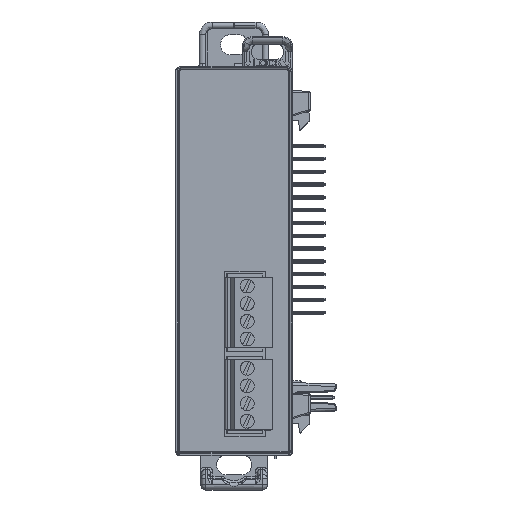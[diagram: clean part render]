
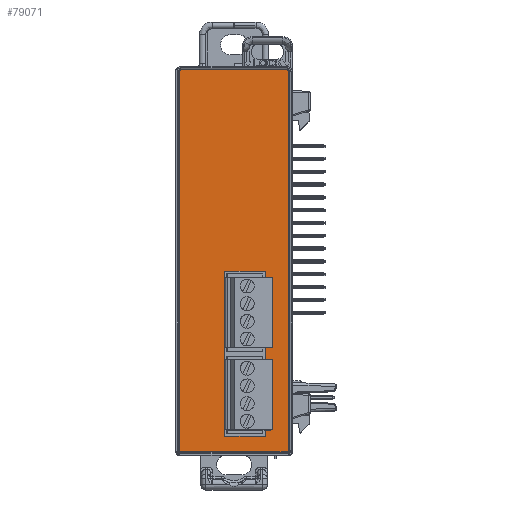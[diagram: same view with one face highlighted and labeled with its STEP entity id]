
A CAD part, top view. The second image highlights one B-rep face of the part: STEP entity #79071.
In plain terms, the highlighted planar face has unit normal (0, 0, 1).
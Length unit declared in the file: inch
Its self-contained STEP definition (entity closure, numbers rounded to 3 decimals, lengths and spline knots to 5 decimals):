
#1180 = ORIENTED_EDGE ( 'NONE', *, *, #87376, .T. ) ;
#3057 = VECTOR ( 'NONE', #81757, 39.37008 ) ;
#3781 = VERTEX_POINT ( 'NONE', #78742 ) ;
#3965 = CARTESIAN_POINT ( 'NONE',  ( -0.41339, 1.43198, 3.25394 ) ) ;
#4085 = DIRECTION ( 'NONE',  ( 0., 0., 1. ) ) ;
#4527 = VERTEX_POINT ( 'NONE', #3965 ) ;
#6721 = LINE ( 'NONE', #100029, #7771 ) ;
#6807 = EDGE_CURVE ( 'NONE', #9648, #3781, #108263, .T. ) ;
#7190 = DIRECTION ( 'NONE',  ( 0., 0., 1. ) ) ;
#7536 = EDGE_CURVE ( 'NONE', #88729, #9648, #109927, .T. ) ;
#7771 = VECTOR ( 'NONE', #25952, 39.37008 ) ;
#9648 = VERTEX_POINT ( 'NONE', #100623 ) ;
#11249 = EDGE_LOOP ( 'NONE', ( #37658, #35921, #92809, #115901 ) ) ;
#11858 = CARTESIAN_POINT ( 'NONE',  ( 0.41339, 1.43198, 3.25394 ) ) ;
#11912 = DIRECTION ( 'NONE',  ( -1., 0., 0. ) ) ;
#12412 = VECTOR ( 'NONE', #57890, 39.37008 ) ;
#14862 = VERTEX_POINT ( 'NONE', #66337 ) ;
#16083 = DIRECTION ( 'NONE',  ( 0., 1., 0. ) ) ;
#17478 = CIRCLE ( 'NONE', #38828, 0.01378 ) ;
#17514 = DIRECTION ( 'NONE',  ( 1., 0., 0. ) ) ;
#17903 = VECTOR ( 'NONE', #100890, 39.37008 ) ;
#18819 = LINE ( 'NONE', #19392, #83607 ) ;
#19392 = CARTESIAN_POINT ( 'NONE',  ( 0.24568, -2.46514, 3.25394 ) ) ;
#22094 = CARTESIAN_POINT ( 'NONE',  ( 0.41339, -1.53455, 3.25394 ) ) ;
#23094 = VECTOR ( 'NONE', #16083, 39.37008 ) ;
#23701 = DIRECTION ( 'NONE',  ( -1., 0., 0. ) ) ;
#25072 = CARTESIAN_POINT ( 'NONE',  ( 0.42717, -0.22156, 3.25394 ) ) ;
#25809 = ORIENTED_EDGE ( 'NONE', *, *, #27119, .T. ) ;
#25952 = DIRECTION ( 'NONE',  ( -1., 0., 0. ) ) ;
#27119 = EDGE_CURVE ( 'NONE', #96633, #4527, #6721, .T. ) ;
#27427 = CARTESIAN_POINT ( 'NONE',  ( -0.41339, -1.54833, 3.25394 ) ) ;
#27489 = EDGE_CURVE ( 'NONE', #3781, #55925, #70876, .T. ) ;
#28343 = CARTESIAN_POINT ( 'NONE',  ( 0.42717, 1.4182, 3.25394 ) ) ;
#28720 = EDGE_LOOP ( 'NONE', ( #72082, #91231, #79598, #25809, #1180, #69224, #86481, #114537 ) ) ;
#29036 = AXIS2_PLACEMENT_3D ( 'NONE', #71038, #88492, #62579 ) ;
#30002 = CARTESIAN_POINT ( 'NONE',  ( -0.07322, -2.46514, 3.25394 ) ) ;
#32754 = LINE ( 'NONE', #69499, #77108 ) ;
#33211 = CARTESIAN_POINT ( 'NONE',  ( -0.07322, -0.13888, 3.25394 ) ) ;
#35921 = ORIENTED_EDGE ( 'NONE', *, *, #94101, .F. ) ;
#36971 = CARTESIAN_POINT ( 'NONE',  ( 0.24568, -0.13888, 3.25394 ) ) ;
#37029 = AXIS2_PLACEMENT_3D ( 'NONE', #22094, #60020, #50987 ) ;
#37280 = EDGE_CURVE ( 'NONE', #14862, #47966, #46822, .T. ) ;
#37658 = ORIENTED_EDGE ( 'NONE', *, *, #84372, .T. ) ;
#38828 = AXIS2_PLACEMENT_3D ( 'NONE', #52957, #7190, #43918 ) ;
#40332 = VERTEX_POINT ( 'NONE', #33211 ) ;
#40814 = FACE_OUTER_BOUND ( 'NONE', #28720, .T. ) ;
#42642 = CIRCLE ( 'NONE', #106049, 0.01378 ) ;
#43918 = DIRECTION ( 'NONE',  ( 1., 0., 0. ) ) ;
#44787 = VERTEX_POINT ( 'NONE', #57846 ) ;
#46490 = DIRECTION ( 'NONE',  ( 0., -1., 0. ) ) ;
#46822 = LINE ( 'NONE', #118543, #3057 ) ;
#47966 = VERTEX_POINT ( 'NONE', #114935 ) ;
#50987 = DIRECTION ( 'NONE',  ( 1., 0., 0. ) ) ;
#52957 = CARTESIAN_POINT ( 'NONE',  ( -0.41339, 1.4182, 3.25394 ) ) ;
#55925 = VERTEX_POINT ( 'NONE', #28343 ) ;
#57846 = CARTESIAN_POINT ( 'NONE',  ( -0.42717, -1.53455, 3.25394 ) ) ;
#57890 = DIRECTION ( 'NONE',  ( 0., -1., 0. ) ) ;
#58874 = FACE_BOUND ( 'NONE', #11249, .T. ) ;
#60020 = DIRECTION ( 'NONE',  ( 0., 0., 1. ) ) ;
#62579 = DIRECTION ( 'NONE',  ( 1., 0., 0. ) ) ;
#63289 = CARTESIAN_POINT ( 'NONE',  ( -0.41339, -1.53455, 3.25394 ) ) ;
#65752 = CARTESIAN_POINT ( 'NONE',  ( -0.42717, -0.22156, 3.25394 ) ) ;
#66337 = CARTESIAN_POINT ( 'NONE',  ( -0.07322, -1.42628, 3.25394 ) ) ;
#69224 = ORIENTED_EDGE ( 'NONE', *, *, #108673, .T. ) ;
#69499 = CARTESIAN_POINT ( 'NONE',  ( -0.07322, -0.13888, 3.25394 ) ) ;
#70876 = LINE ( 'NONE', #25072, #23094 ) ;
#71038 = CARTESIAN_POINT ( 'NONE',  ( 0.41339, 1.4182, 3.25394 ) ) ;
#72082 = ORIENTED_EDGE ( 'NONE', *, *, #6807, .T. ) ;
#73095 = VERTEX_POINT ( 'NONE', #86754 ) ;
#77108 = VECTOR ( 'NONE', #23701, 39.37008 ) ;
#77153 = LINE ( 'NONE', #65752, #12412 ) ;
#78742 = CARTESIAN_POINT ( 'NONE',  ( 0.42717, -1.53455, 3.25394 ) ) ;
#79071 = ADVANCED_FACE ( 'NONE', ( #58874, #40814 ), #114284, .T. ) ;
#79598 = ORIENTED_EDGE ( 'NONE', *, *, #94653, .T. ) ;
#80963 = CIRCLE ( 'NONE', #29036, 0.01378 ) ;
#81757 = DIRECTION ( 'NONE',  ( 1., 0., 0. ) ) ;
#81840 = AXIS2_PLACEMENT_3D ( 'NONE', #113707, #4085, #11912 ) ;
#83607 = VECTOR ( 'NONE', #46490, 39.37008 ) ;
#84180 = LINE ( 'NONE', #30002, #107304 ) ;
#84372 = EDGE_CURVE ( 'NONE', #14862, #40332, #84180, .T. ) ;
#86481 = ORIENTED_EDGE ( 'NONE', *, *, #103514, .T. ) ;
#86754 = CARTESIAN_POINT ( 'NONE',  ( -0.42717, 1.4182, 3.25394 ) ) ;
#87376 = EDGE_CURVE ( 'NONE', #4527, #73095, #17478, .T. ) ;
#88492 = DIRECTION ( 'NONE',  ( 0., 0., 1. ) ) ;
#88729 = VERTEX_POINT ( 'NONE', #91939 ) ;
#89111 = VERTEX_POINT ( 'NONE', #36971 ) ;
#91231 = ORIENTED_EDGE ( 'NONE', *, *, #27489, .T. ) ;
#91939 = CARTESIAN_POINT ( 'NONE',  ( -0.41339, -1.54833, 3.25394 ) ) ;
#92809 = ORIENTED_EDGE ( 'NONE', *, *, #108610, .T. ) ;
#94101 = EDGE_CURVE ( 'NONE', #89111, #40332, #32754, .T. ) ;
#94653 = EDGE_CURVE ( 'NONE', #55925, #96633, #80963, .T. ) ;
#96633 = VERTEX_POINT ( 'NONE', #11858 ) ;
#100006 = DIRECTION ( 'NONE',  ( 0., 0., 1. ) ) ;
#100029 = CARTESIAN_POINT ( 'NONE',  ( 0.41339, 1.43198, 3.25394 ) ) ;
#100623 = CARTESIAN_POINT ( 'NONE',  ( 0.41339, -1.54833, 3.25394 ) ) ;
#100890 = DIRECTION ( 'NONE',  ( 1., 0., 0. ) ) ;
#103514 = EDGE_CURVE ( 'NONE', #44787, #88729, #42642, .T. ) ;
#106049 = AXIS2_PLACEMENT_3D ( 'NONE', #63289, #100006, #17514 ) ;
#107304 = VECTOR ( 'NONE', #112523, 39.37008 ) ;
#108263 = CIRCLE ( 'NONE', #37029, 0.01378 ) ;
#108610 = EDGE_CURVE ( 'NONE', #89111, #47966, #18819, .T. ) ;
#108673 = EDGE_CURVE ( 'NONE', #73095, #44787, #77153, .T. ) ;
#109927 = LINE ( 'NONE', #27427, #17903 ) ;
#112523 = DIRECTION ( 'NONE',  ( 0., 1., 0. ) ) ;
#113707 = CARTESIAN_POINT ( 'NONE',  ( -3.75616, -2.46514, 3.25394 ) ) ;
#114284 = PLANE ( 'NONE',  #81840 ) ;
#114537 = ORIENTED_EDGE ( 'NONE', *, *, #7536, .T. ) ;
#114935 = CARTESIAN_POINT ( 'NONE',  ( 0.24568, -1.42628, 3.25394 ) ) ;
#115901 = ORIENTED_EDGE ( 'NONE', *, *, #37280, .F. ) ;
#118543 = CARTESIAN_POINT ( 'NONE',  ( 0.24568, -1.42628, 3.25394 ) ) ;
